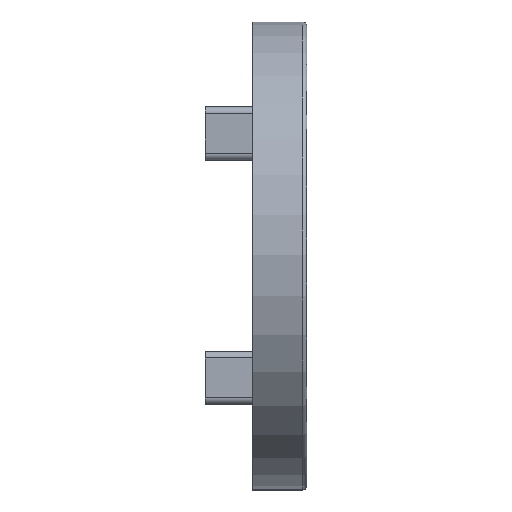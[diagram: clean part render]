
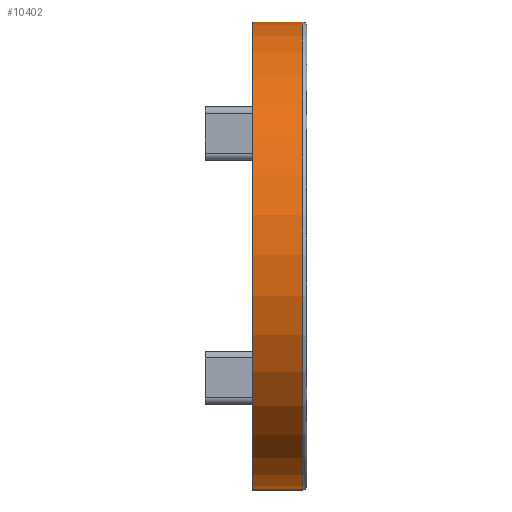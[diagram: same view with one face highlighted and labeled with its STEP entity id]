
A CAD part, top view. The second image highlights one B-rep face of the part: STEP entity #10402.
In plain terms, the highlighted cylindrical face has radius 17.25 mm (diameter 34.5 mm), a partial arc.
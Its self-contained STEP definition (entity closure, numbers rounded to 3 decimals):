
#672 = VERTEX_POINT ( 'NONE', #5440 ) ;
#898 = CARTESIAN_POINT ( 'NONE',  ( 3.7, -17.25, 20.25 ) ) ;
#1221 = CARTESIAN_POINT ( 'NONE',  ( 0., 0., 20.25 ) ) ;
#1258 = DIRECTION ( 'NONE',  ( -1., 0., 0. ) ) ;
#1612 = CARTESIAN_POINT ( 'NONE',  ( 0., 17.25, 20.25 ) ) ;
#2809 = DIRECTION ( 'NONE',  ( 1., 0., 0. ) ) ;
#3222 = DIRECTION ( 'NONE',  ( -1., 0., 0. ) ) ;
#3295 = EDGE_CURVE ( 'NONE', #20107, #5106, #13909, .T. ) ;
#4281 = AXIS2_PLACEMENT_3D ( 'NONE', #9884, #8470, #13337 ) ;
#4850 = CARTESIAN_POINT ( 'NONE',  ( 4., -17.25, 20.25 ) ) ;
#5106 = VERTEX_POINT ( 'NONE', #15204 ) ;
#5440 = CARTESIAN_POINT ( 'NONE',  ( 3.7, 17.25, 20.25 ) ) ;
#6168 = ORIENTED_EDGE ( 'NONE', *, *, #15416, .T. ) ;
#6414 = FACE_OUTER_BOUND ( 'NONE', #14633, .T. ) ;
#6722 = VERTEX_POINT ( 'NONE', #898 ) ;
#7390 = ORIENTED_EDGE ( 'NONE', *, *, #20949, .F. ) ;
#7542 = AXIS2_PLACEMENT_3D ( 'NONE', #1221, #2809, #17554 ) ;
#7647 = CARTESIAN_POINT ( 'NONE',  ( 4., 17.25, 20.25 ) ) ;
#7780 = CARTESIAN_POINT ( 'NONE',  ( 4., 0., 20.25 ) ) ;
#8470 = DIRECTION ( 'NONE',  ( -1., 0., 0. ) ) ;
#9884 = CARTESIAN_POINT ( 'NONE',  ( 3.7, 0., 20.25 ) ) ;
#10402 = ADVANCED_FACE ( 'NONE', ( #6414 ), #11043, .T. ) ;
#11043 = CYLINDRICAL_SURFACE ( 'NONE', #16105, 17.25 ) ;
#11173 = VECTOR ( 'NONE', #12437, 1000. ) ;
#11437 = LINE ( 'NONE', #7647, #11173 ) ;
#11702 = ORIENTED_EDGE ( 'NONE', *, *, #3295, .T. ) ;
#12227 = ORIENTED_EDGE ( 'NONE', *, *, #19826, .T. ) ;
#12403 = VECTOR ( 'NONE', #3222, 1000. ) ;
#12437 = DIRECTION ( 'NONE',  ( -1., 0., 0. ) ) ;
#12720 = DIRECTION ( 'NONE',  ( 0., 0., 1. ) ) ;
#13337 = DIRECTION ( 'NONE',  ( 0., 0., -1. ) ) ;
#13909 = CIRCLE ( 'NONE', #7542, 17.25 ) ;
#14446 = CIRCLE ( 'NONE', #4281, 17.25 ) ;
#14633 = EDGE_LOOP ( 'NONE', ( #7390, #6168, #12227, #11702 ) ) ;
#15204 = CARTESIAN_POINT ( 'NONE',  ( 0., -17.25, 20.25 ) ) ;
#15416 = EDGE_CURVE ( 'NONE', #6722, #672, #14446, .T. ) ;
#16105 = AXIS2_PLACEMENT_3D ( 'NONE', #7780, #1258, #12720 ) ;
#17554 = DIRECTION ( 'NONE',  ( 0., 0., -1. ) ) ;
#18541 = LINE ( 'NONE', #4850, #12403 ) ;
#19826 = EDGE_CURVE ( 'NONE', #672, #20107, #11437, .T. ) ;
#20107 = VERTEX_POINT ( 'NONE', #1612 ) ;
#20949 = EDGE_CURVE ( 'NONE', #6722, #5106, #18541, .T. ) ;
